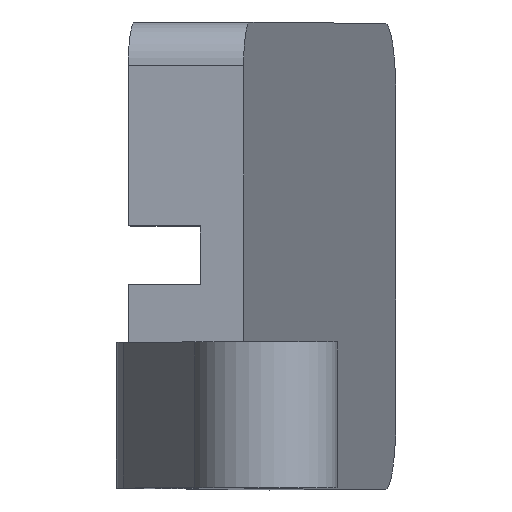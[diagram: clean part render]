
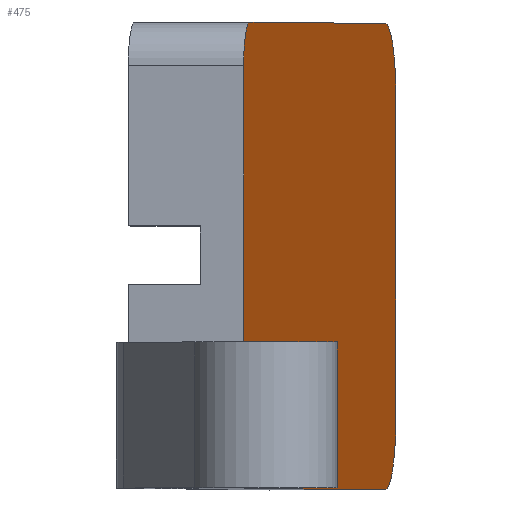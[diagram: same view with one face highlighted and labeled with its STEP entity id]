
A CAD part, top view. The second image highlights one B-rep face of the part: STEP entity #475.
In plain terms, the highlighted planar face has unit normal (0.989, 0, 0.145).
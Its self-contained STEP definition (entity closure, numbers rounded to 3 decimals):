
#29=FACE_OUTER_BOUND('',#56,.T.);
#56=EDGE_LOOP('',(#336,#337,#338,#339,#340,#341,#342,#343,#344));
#86=CIRCLE('',#529,5.);
#87=CIRCLE('',#530,5.);
#88=CIRCLE('',#531,3.);
#101=LINE('',#716,#154);
#102=LINE('',#723,#155);
#109=LINE('',#737,#162);
#110=LINE('',#739,#163);
#111=LINE('',#743,#164);
#112=LINE('',#747,#165);
#154=VECTOR('',#576,10.);
#155=VECTOR('',#583,10.);
#162=VECTOR('',#592,1000.);
#163=VECTOR('',#593,10.);
#164=VECTOR('',#596,10.);
#165=VECTOR('',#599,10.);
#204=VERTEX_POINT('',#702);
#210=VERTEX_POINT('',#714);
#213=VERTEX_POINT('',#722);
#219=VERTEX_POINT('',#736);
#220=VERTEX_POINT('',#738);
#221=VERTEX_POINT('',#740);
#222=VERTEX_POINT('',#742);
#223=VERTEX_POINT('',#744);
#224=VERTEX_POINT('',#746);
#256=EDGE_CURVE('',#204,#210,#101,.T.);
#259=EDGE_CURVE('',#213,#204,#102,.T.);
#266=EDGE_CURVE('',#219,#210,#109,.T.);
#267=EDGE_CURVE('',#219,#220,#110,.T.);
#268=EDGE_CURVE('',#221,#220,#86,.T.);
#269=EDGE_CURVE('',#221,#222,#111,.T.);
#270=EDGE_CURVE('',#223,#222,#87,.T.);
#271=EDGE_CURVE('',#223,#224,#112,.T.);
#272=EDGE_CURVE('',#213,#224,#88,.T.);
#336=ORIENTED_EDGE('',*,*,#256,.T.);
#337=ORIENTED_EDGE('',*,*,#266,.F.);
#338=ORIENTED_EDGE('',*,*,#267,.T.);
#339=ORIENTED_EDGE('',*,*,#268,.F.);
#340=ORIENTED_EDGE('',*,*,#269,.T.);
#341=ORIENTED_EDGE('',*,*,#270,.F.);
#342=ORIENTED_EDGE('',*,*,#271,.T.);
#343=ORIENTED_EDGE('',*,*,#272,.F.);
#344=ORIENTED_EDGE('',*,*,#259,.T.);
#458=PLANE('',#528);
#475=ADVANCED_FACE('',(#29),#458,.F.);
#528=AXIS2_PLACEMENT_3D('',#735,#590,#591);
#529=AXIS2_PLACEMENT_3D('',#741,#594,#595);
#530=AXIS2_PLACEMENT_3D('',#745,#597,#598);
#531=AXIS2_PLACEMENT_3D('',#748,#600,#601);
#576=DIRECTION('',(0.145,0.,-0.989));
#583=DIRECTION('',(0.,-1.,0.));
#590=DIRECTION('center_axis',(-0.989,0.,-0.145));
#591=DIRECTION('ref_axis',(-0.145,0.,0.989));
#592=DIRECTION('',(0.,1.,0.));
#593=DIRECTION('',(0.145,0.,-0.989));
#594=DIRECTION('center_axis',(-0.989,0.,-0.145));
#595=DIRECTION('ref_axis',(0.103,-0.707,-0.7));
#596=DIRECTION('',(0.,1.,0.));
#597=DIRECTION('center_axis',(-0.989,0.,-0.145));
#598=DIRECTION('ref_axis',(0.103,0.707,-0.7));
#599=DIRECTION('',(-0.145,0.,0.989));
#600=DIRECTION('center_axis',(-0.989,0.,-0.145));
#601=DIRECTION('ref_axis',(-0.103,0.707,0.7));
#702=CARTESIAN_POINT('',(-1.422,6.,-22.728));
#714=CARTESIAN_POINT('',(-1.277,6.,-23.718));
#716=CARTESIAN_POINT('',(-1.698,6.,-20.848));
#722=CARTESIAN_POINT('',(-1.422,25.,-22.728));
#723=CARTESIAN_POINT('',(-1.422,19.5,-22.728));
#735=CARTESIAN_POINT('Origin',(-4.655,3.,-0.683));
#736=CARTESIAN_POINT('',(-1.277,-4.,-23.718));
#737=CARTESIAN_POINT('',(-1.277,0.,-23.718));
#738=CARTESIAN_POINT('',(8.301,-4.,-89.019));
#739=CARTESIAN_POINT('',(-1.698,-4.,-20.848));
#740=CARTESIAN_POINT('',(9.026,1.,-93.966));
#741=CARTESIAN_POINT('Origin',(8.301,1.,-89.019));
#742=CARTESIAN_POINT('',(9.026,23.,-93.966));
#743=CARTESIAN_POINT('',(9.026,4.5,-93.966));
#744=CARTESIAN_POINT('',(8.301,28.,-89.019));
#745=CARTESIAN_POINT('Origin',(8.301,23.,-89.019));
#746=CARTESIAN_POINT('',(-0.987,28.,-25.696));
#747=CARTESIAN_POINT('',(6.342,28.,-75.662));
#748=CARTESIAN_POINT('Origin',(-0.987,25.,-25.696));
